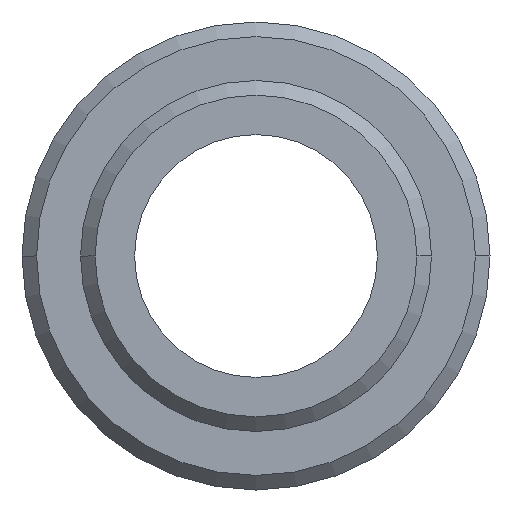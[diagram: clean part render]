
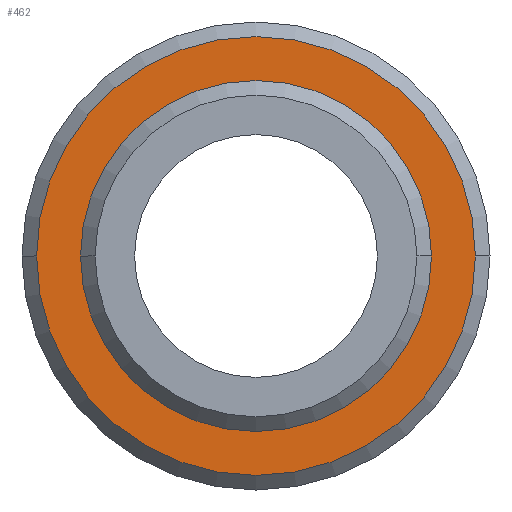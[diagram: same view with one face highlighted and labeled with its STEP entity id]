
A CAD part, front view. The second image highlights one B-rep face of the part: STEP entity #462.
In plain terms, the highlighted planar face has unit normal (0, -1, 0).
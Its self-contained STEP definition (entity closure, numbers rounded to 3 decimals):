
#272=CARTESIAN_POINT('',(-6.,25.0,0.0));
#273=VERTEX_POINT('',#272);
#289=CARTESIAN_POINT('',(6.,25.0,0.));
#290=VERTEX_POINT('',#289);
#297=CARTESIAN_POINT('',(0.0,25.0,0.0));
#298=DIRECTION('',(0.0,1.0,0.0));
#299=DIRECTION('',(-1.0,0.0,0.0));
#300=AXIS2_PLACEMENT_3D('',#297,#298,#299);
#301=CIRCLE('',#300,6.);
#302=EDGE_CURVE('',#273,#290,#301,.T.);
#392=CARTESIAN_POINT('',(7.5,25.0,0.));
#393=VERTEX_POINT('',#392);
#400=CARTESIAN_POINT('',(-7.5,25.0,0.));
#401=VERTEX_POINT('',#400);
#402=CARTESIAN_POINT('',(0.0,25.0,0.0));
#403=DIRECTION('',(0.0,1.0,0.0));
#404=DIRECTION('',(1.0,0.0,0.0));
#405=AXIS2_PLACEMENT_3D('',#402,#403,#404);
#406=CIRCLE('',#405,7.5);
#407=EDGE_CURVE('',#393,#401,#406,.T.);
#433=CARTESIAN_POINT('',(0.0,25.0,0.0));
#434=DIRECTION('',(0.0,1.0,0.0));
#435=DIRECTION('',(1.0,0.0,0.0));
#436=AXIS2_PLACEMENT_3D('',#433,#434,#435);
#437=CIRCLE('',#436,7.5);
#438=EDGE_CURVE('',#401,#393,#437,.T.);
#443=CARTESIAN_POINT('',(-7.,25.0,0.0));
#444=DIRECTION('',(0.0,-1.0,0.0));
#445=DIRECTION('',(0.0,0.0,-1.0));
#446=AXIS2_PLACEMENT_3D('',#443,#444,#445);
#447=PLANE('',#446);
#448=ORIENTED_EDGE('',*,*,#438,.F.);
#449=ORIENTED_EDGE('',*,*,#407,.F.);
#450=EDGE_LOOP('',(#448,#449));
#451=FACE_OUTER_BOUND('',#450,.T.);
#452=ORIENTED_EDGE('',*,*,#302,.T.);
#453=CARTESIAN_POINT('',(0.0,25.0,0.0));
#454=DIRECTION('',(0.0,1.0,0.0));
#455=DIRECTION('',(-1.0,0.0,0.0));
#456=AXIS2_PLACEMENT_3D('',#453,#454,#455);
#457=CIRCLE('',#456,6.);
#458=EDGE_CURVE('',#290,#273,#457,.T.);
#459=ORIENTED_EDGE('',*,*,#458,.T.);
#460=EDGE_LOOP('',(#452,#459));
#461=FACE_BOUND('',#460,.T.);
#462=ADVANCED_FACE('',(#451,#461),#447,.T.);
